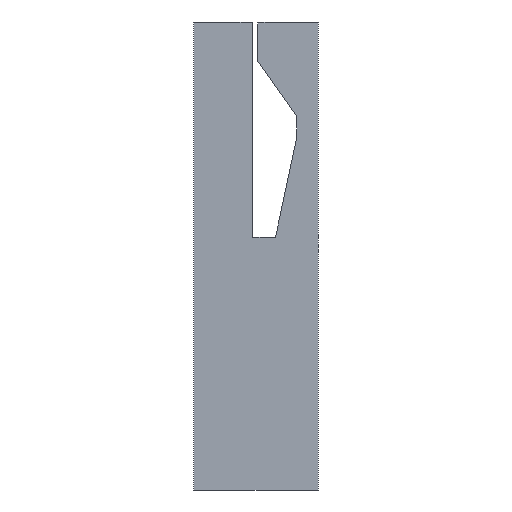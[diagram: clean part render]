
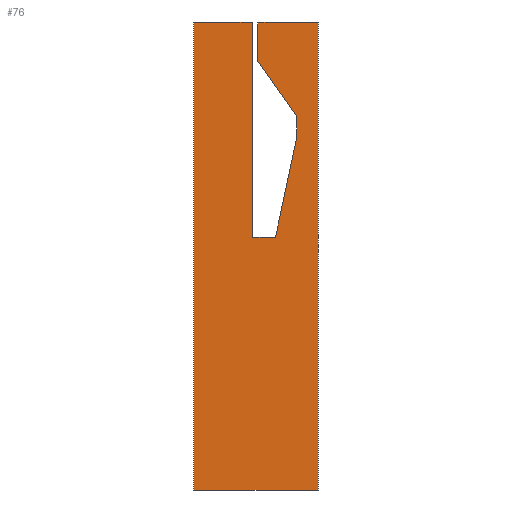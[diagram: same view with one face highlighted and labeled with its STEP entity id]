
A CAD part, left-side view. The second image highlights one B-rep face of the part: STEP entity #76.
In plain terms, the highlighted planar face has unit normal (-1, 0, 0).
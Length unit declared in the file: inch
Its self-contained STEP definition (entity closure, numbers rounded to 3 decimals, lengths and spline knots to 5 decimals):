
#13=FACE_OUTER_BOUND('',#14,.T.);
#14=EDGE_LOOP('',(#63,#64,#65,#66,#67,#68,#69,#70,#71,#72,#73,#74));
#15=LINE('',#119,#27);
#16=LINE('',#121,#28);
#17=LINE('',#123,#29);
#18=LINE('',#125,#30);
#19=LINE('',#127,#31);
#20=LINE('',#129,#32);
#21=LINE('',#131,#33);
#22=LINE('',#133,#34);
#23=LINE('',#135,#35);
#24=LINE('',#137,#36);
#25=LINE('',#139,#37);
#26=LINE('',#140,#38);
#27=VECTOR('',#103,0.3937);
#28=VECTOR('',#104,0.3937);
#29=VECTOR('',#105,0.3937);
#30=VECTOR('',#106,0.3937);
#31=VECTOR('',#107,0.3937);
#32=VECTOR('',#108,0.3937);
#33=VECTOR('',#109,0.3937);
#34=VECTOR('',#110,0.3937);
#35=VECTOR('',#111,0.3937);
#36=VECTOR('',#112,0.3937);
#37=VECTOR('',#113,0.3937);
#38=VECTOR('',#114,0.3937);
#39=VERTEX_POINT('',#117);
#40=VERTEX_POINT('',#118);
#41=VERTEX_POINT('',#120);
#42=VERTEX_POINT('',#122);
#43=VERTEX_POINT('',#124);
#44=VERTEX_POINT('',#126);
#45=VERTEX_POINT('',#128);
#46=VERTEX_POINT('',#130);
#47=VERTEX_POINT('',#132);
#48=VERTEX_POINT('',#134);
#49=VERTEX_POINT('',#136);
#50=VERTEX_POINT('',#138);
#51=EDGE_CURVE('',#39,#40,#15,.T.);
#52=EDGE_CURVE('',#40,#41,#16,.T.);
#53=EDGE_CURVE('',#41,#42,#17,.T.);
#54=EDGE_CURVE('',#42,#43,#18,.T.);
#55=EDGE_CURVE('',#43,#44,#19,.T.);
#56=EDGE_CURVE('',#44,#45,#20,.T.);
#57=EDGE_CURVE('',#45,#46,#21,.T.);
#58=EDGE_CURVE('',#46,#47,#22,.T.);
#59=EDGE_CURVE('',#47,#48,#23,.T.);
#60=EDGE_CURVE('',#48,#49,#24,.T.);
#61=EDGE_CURVE('',#49,#50,#25,.T.);
#62=EDGE_CURVE('',#50,#39,#26,.T.);
#63=ORIENTED_EDGE('',*,*,#51,.T.);
#64=ORIENTED_EDGE('',*,*,#52,.T.);
#65=ORIENTED_EDGE('',*,*,#53,.T.);
#66=ORIENTED_EDGE('',*,*,#54,.T.);
#67=ORIENTED_EDGE('',*,*,#55,.T.);
#68=ORIENTED_EDGE('',*,*,#56,.T.);
#69=ORIENTED_EDGE('',*,*,#57,.T.);
#70=ORIENTED_EDGE('',*,*,#58,.T.);
#71=ORIENTED_EDGE('',*,*,#59,.T.);
#72=ORIENTED_EDGE('',*,*,#60,.T.);
#73=ORIENTED_EDGE('',*,*,#61,.T.);
#74=ORIENTED_EDGE('',*,*,#62,.T.);
#75=PLANE('',#98);
#76=ADVANCED_FACE('',(#13),#75,.T.);
#98=AXIS2_PLACEMENT_3D('',#116,#101,#102);
#101=DIRECTION('center_axis',(-1.,0.,0.));
#102=DIRECTION('ref_axis',(0.,0.,1.));
#103=DIRECTION('',(0.,-1.,0.));
#104=DIRECTION('',(0.,0.,1.));
#105=DIRECTION('',(0.,1.,0.));
#106=DIRECTION('',(0.,0.,-1.));
#107=DIRECTION('',(0.,-0.574,-0.819));
#108=DIRECTION('',(0.,0.,-1.));
#109=DIRECTION('',(0.,0.208,-0.978));
#110=DIRECTION('',(0.,1.,0.));
#111=DIRECTION('',(0.,1.,0.));
#112=DIRECTION('',(0.,0.,1.));
#113=DIRECTION('',(0.,1.,0.));
#114=DIRECTION('',(0.,0.,-1.));
#116=CARTESIAN_POINT('Origin',(0.,0.60051,-1.06138));
#117=CARTESIAN_POINT('',(0.,1.25984,-3.7647));
#118=CARTESIAN_POINT('',(0.,0.,-3.7647));
#119=CARTESIAN_POINT('',(0.,1.25984,-3.7647));
#120=CARTESIAN_POINT('',(0.,0.,0.95971));
#121=CARTESIAN_POINT('',(0.,0.,-3.7647));
#122=CARTESIAN_POINT('',(0.,0.61024,0.95971));
#123=CARTESIAN_POINT('',(0.,0.,0.95971));
#124=CARTESIAN_POINT('',(0.,0.61024,0.56601));
#125=CARTESIAN_POINT('',(0.,0.61024,0.95971));
#126=CARTESIAN_POINT('',(0.,0.21654,0.00373));
#127=CARTESIAN_POINT('',(0.,0.61024,0.56601));
#128=CARTESIAN_POINT('',(0.,0.21654,-0.19312));
#129=CARTESIAN_POINT('',(0.,0.21654,0.00373));
#130=CARTESIAN_POINT('',(0.,0.43307,-1.21182));
#131=CARTESIAN_POINT('',(0.,0.21654,-0.19312));
#132=CARTESIAN_POINT('',(0.,0.61024,-1.21182));
#133=CARTESIAN_POINT('',(0.,0.43307,-1.21182));
#134=CARTESIAN_POINT('',(0.,0.66929,-1.21182));
#135=CARTESIAN_POINT('',(0.,0.61024,-1.21182));
#136=CARTESIAN_POINT('',(0.,0.66929,0.95971));
#137=CARTESIAN_POINT('',(0.,0.66929,-1.21182));
#138=CARTESIAN_POINT('',(0.,1.25984,0.95971));
#139=CARTESIAN_POINT('',(0.,0.66929,0.95971));
#140=CARTESIAN_POINT('',(0.,1.25984,0.95971));
